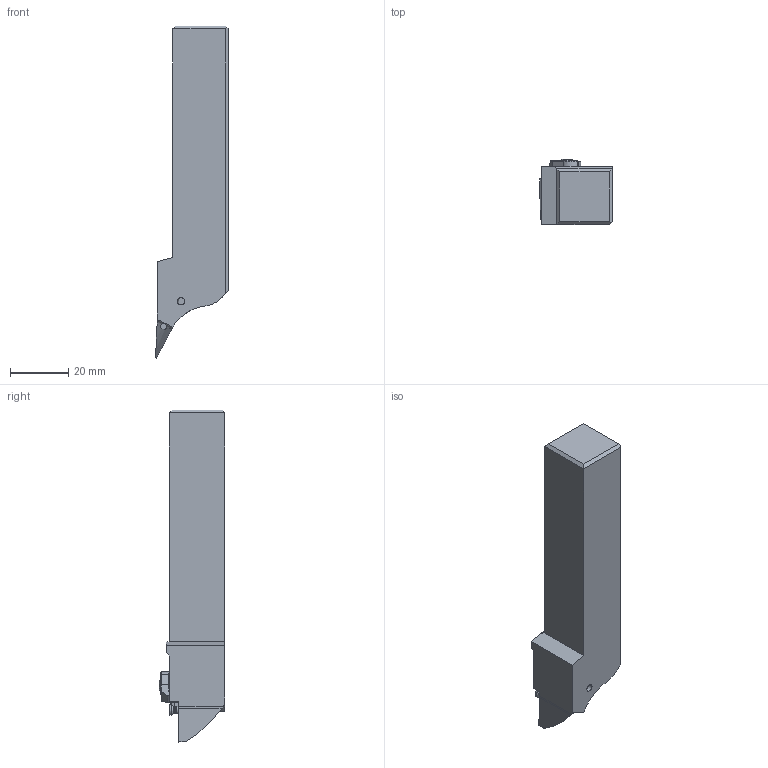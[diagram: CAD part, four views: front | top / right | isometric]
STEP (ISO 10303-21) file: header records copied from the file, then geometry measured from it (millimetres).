
FILE_DESCRIPTION(/* description */ (''),/* implementation_level */ '2;1');
FILE_NAME(/* name */ 'SXZCR-122.stp',/* time_stamp */ '2021-12-22T09:37:52+09:00',/* author */ (''),/* organization */ (''),/* preprocessor_version */ 'ST-DEVELOPER v16',/* originating_system */ 'SIEMENS PLM Software NX 10.0',/* authorisation */ '');
FILE_SCHEMA (('AUTOMOTIVE_DESIGN { 1 0 10303 214 3 1 1 1 }'));
Length unit declared in the file: millimetre
Products named in the file (1): SXZCR-122_ASM
Bounding box: 24.92 x 22.56 x 113.74 mm (x, y, z)
Volume: 37350.9 mm3; surface area: 9557.7 mm2
Topology: 5 solids, 5 shells, 174 faces, 477 edges, 317 vertices
Faces by surface type: cylinder 76, plane 65, cone 18, torus 11, sphere 2, bspline 2
Entity records: 6187 total; most frequent: CARTESIAN_POINT 1465, DIRECTION 1017, ORIENTED_EDGE 942, EDGE_CURVE 471, AXIS2_PLACEMENT_3D 396, VERTEX_POINT 314, LINE 225, VECTOR 225
